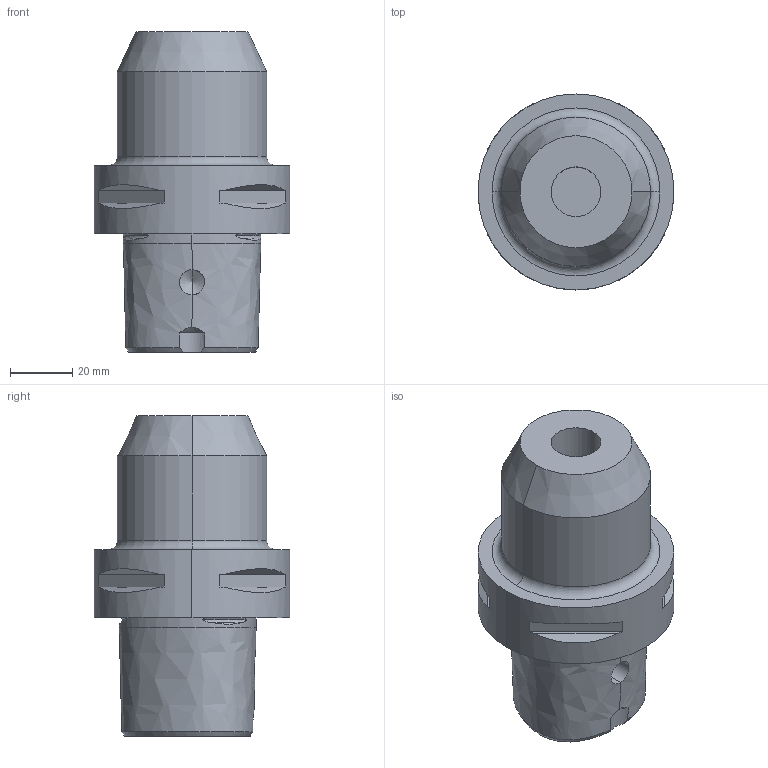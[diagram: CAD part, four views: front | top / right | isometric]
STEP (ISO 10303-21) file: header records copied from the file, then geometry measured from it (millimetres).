
FILE_DESCRIPTION (( 'STEP AP203' ), '1' );
FILE_NAME ('143.653.16.065.STEP', '2017-01-19T07:58:05', ( '' ), ( '' ), 'SwSTEP 2.0', 'SolidWorks 2015', '' );
FILE_SCHEMA (( 'CONFIG_CONTROL_DESIGN' ));
Length unit declared in the file: millimetre
Products named in the file (1): 143.653.16.065
Bounding box: 63 x 63 x 103 mm (x, y, z)
Volume: 160120.6 mm3; surface area: 27662.2 mm2
Topology: 1 solids, 1 shells, 83 faces, 194 edges, 118 vertices
Faces by surface type: plane 29, cylinder 19, cone 18, torus 11, bspline 6
Entity records: 4843 total; most frequent: CARTESIAN_POINT 2949, ORIENTED_EDGE 380, DIRECTION 374, EDGE_CURVE 190, AXIS2_PLACEMENT_3D 159, VERTEX_POINT 118, EDGE_LOOP 94, FACE_OUTER_BOUND 83
